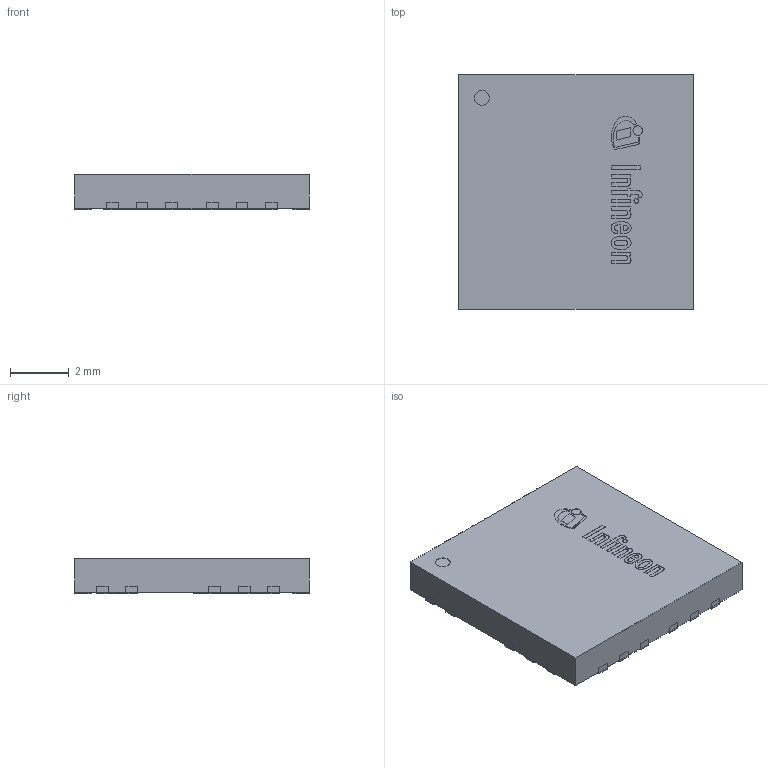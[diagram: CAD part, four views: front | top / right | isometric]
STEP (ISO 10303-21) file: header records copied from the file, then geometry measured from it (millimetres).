
FILE_DESCRIPTION(/* description */ (''),/* implementation_level */ '2;1');
FILE_NAME(/* name */ 'PG-TIQFN-21-1_Z8B00232624_V01_3D.stp',/* time_stamp */ '2022-08-09T14:47:08+05:00',/* author */ ('janartha'),/* organization */ (''),/* preprocessor_version */ 'ST-DEVELOPER v16.13',/* originating_system */ 'AutoCAD Mechanical',/* authorisation */ '');
FILE_SCHEMA (('AUTOMOTIVE_DESIGN { 1 0 10303 214 3 1 1 }'));
Length unit declared in the file: millimetre
Products named in the file (1): Product
Bounding box: 8 x 8 x 1.21 mm (x, y, z)
Surface area: 233.6 mm2
Topology: 38 solids, 38 shells, 320 faces, 729 edges, 486 vertices
Faces by surface type: plane 245, cylinder 57, bspline 18
Full cylindrical faces by diameter (mm): 0.159 x1, 0.327 x1, 0.5 x2
Entity records: 9088 total; most frequent: CARTESIAN_POINT 1902, ORIENTED_EDGE 1450, DIRECTION 1409, EDGE_CURVE 725, LINE 575, VECTOR 575, VERTEX_POINT 486, AXIS2_PLACEMENT_3D 417
